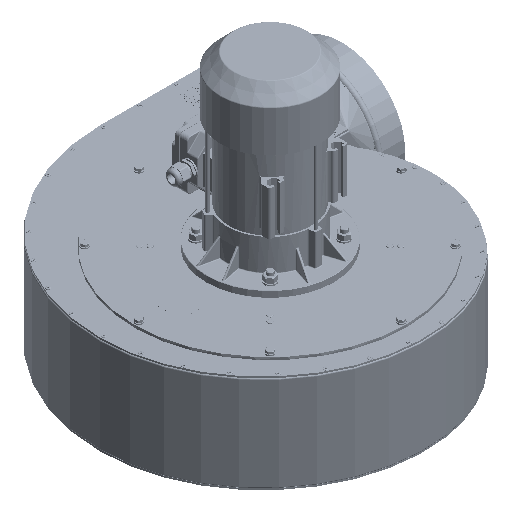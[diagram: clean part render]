
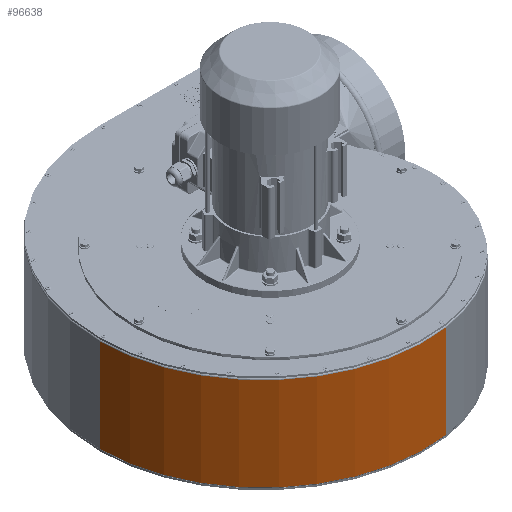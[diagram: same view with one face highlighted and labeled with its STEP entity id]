
A CAD part, isometric view. The second image highlights one B-rep face of the part: STEP entity #96638.
In plain terms, the highlighted cylindrical face has radius 256.05 mm (diameter 512.1 mm), a partial arc.
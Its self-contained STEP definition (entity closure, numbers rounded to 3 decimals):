
#9086=FACE_OUTER_BOUND('',#14838,.T.);
#14838=EDGE_LOOP('',(#64283,#64284,#64285,#64286));
#21301=LINE('',#138731,#28338);
#21303=LINE('',#138739,#28340);
#28338=VECTOR('',#113838,10.);
#28340=VECTOR('',#113846,10.);
#35522=CIRCLE('',#103130,256.05);
#35523=CIRCLE('',#103131,256.05);
#39626=VERTEX_POINT('',#138727);
#39628=VERTEX_POINT('',#138730);
#39630=VERTEX_POINT('',#138736);
#39631=VERTEX_POINT('',#138738);
#49098=EDGE_CURVE('',#39626,#39628,#21301,.T.);
#49101=EDGE_CURVE('',#39630,#39626,#35522,.T.);
#49102=EDGE_CURVE('',#39630,#39631,#21303,.T.);
#49103=EDGE_CURVE('',#39628,#39631,#35523,.T.);
#64283=ORIENTED_EDGE('',*,*,#49101,.F.);
#64284=ORIENTED_EDGE('',*,*,#49102,.T.);
#64285=ORIENTED_EDGE('',*,*,#49103,.F.);
#64286=ORIENTED_EDGE('',*,*,#49098,.F.);
#89227=CYLINDRICAL_SURFACE('',#103129,256.05);
#96638=ADVANCED_FACE('',(#9086),#89227,.T.);
#103129=AXIS2_PLACEMENT_3D('',#138735,#113842,#113843);
#103130=AXIS2_PLACEMENT_3D('',#138737,#113844,#113845);
#103131=AXIS2_PLACEMENT_3D('',#138740,#113847,#113848);
#113838=DIRECTION('',(0.,0.,1.));
#113842=DIRECTION('center_axis',(0.,0.,1.));
#113843=DIRECTION('ref_axis',(-1.,0.,0.));
#113844=DIRECTION('center_axis',(0.,0.,-1.));
#113845=DIRECTION('ref_axis',(-0.655,-0.755,0.));
#113846=DIRECTION('',(0.,0.,1.));
#113847=DIRECTION('center_axis',(0.,0.,1.));
#113848=DIRECTION('ref_axis',(-0.655,-0.755,0.));
#138727=CARTESIAN_POINT('',(-269.35,17.,-148.125));
#138730=CARTESIAN_POINT('',(-269.35,17.,-1.875));
#138731=CARTESIAN_POINT('',(-269.35,17.,0.));
#138735=CARTESIAN_POINT('Origin',(-13.3,17.,-75.));
#138736=CARTESIAN_POINT('',(22.767,-236.497,-148.125));
#138737=CARTESIAN_POINT('Origin',(-13.3,17.,-148.125));
#138738=CARTESIAN_POINT('',(22.767,-236.497,-1.875));
#138739=CARTESIAN_POINT('',(22.767,-236.497,0.));
#138740=CARTESIAN_POINT('Origin',(-13.3,17.,-1.875));
